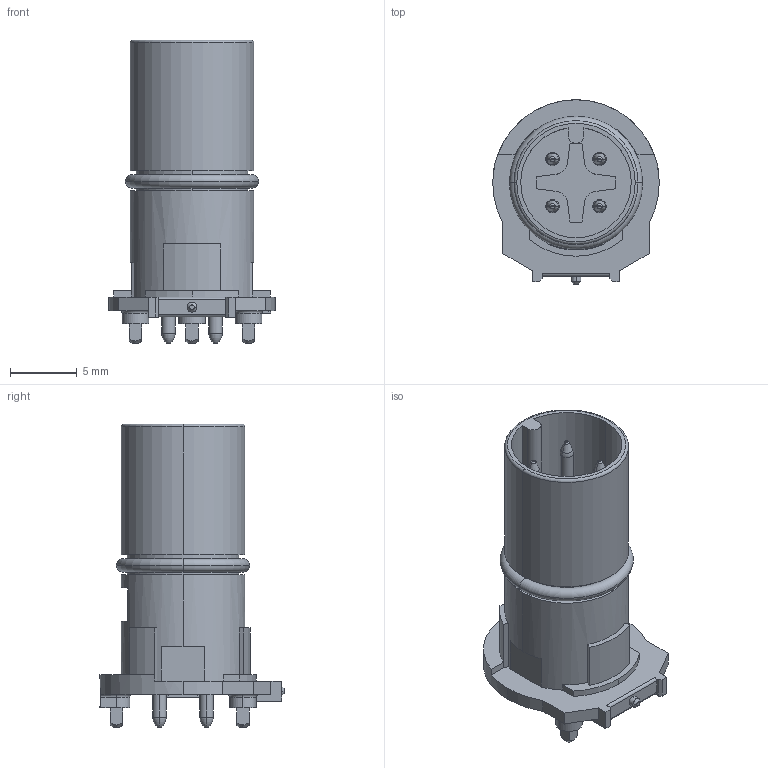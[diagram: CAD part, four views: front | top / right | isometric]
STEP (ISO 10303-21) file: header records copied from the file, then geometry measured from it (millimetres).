
FILE_DESCRIPTION(('SolidDesigner STEP Export'),'2;1');
FILE_NAME('1437164.stp','2011-11-29T15:05:13',(''),(''),'CoCreate Modeling STEP processor for AP214 (Solid Model)','CoCreate Modeling 16.00A 16-Aug-2008 (C) Parametric Technology GmbH','');
FILE_SCHEMA(('AUTOMOTIVE_DESIGN { 1 0 10303 214 1 1 1 1 }'));
Length unit declared in the file: millimetre
Products named in the file (2): 1437164
Assembly tree (1 placements, depth 2):
  1437164
    1437164
Bounding box: 12.5 x 13.85 x 22.8 mm (x, y, z)
Volume: 1064.8 mm3; surface area: 1360.5 mm2
Topology: 1 solids, 1 shells, 240 faces, 605 edges, 387 vertices
Faces by surface type: plane 107, cylinder 60, torus 47, cone 16, extrusion 10
Entity records: 6867 total; most frequent: CARTESIAN_POINT 1433, ORIENTED_EDGE 1210, DIRECTION 1035, EDGE_CURVE 605, VERTEX_POINT 387, AXIS2_PLACEMENT_3D 362, VECTOR 311, LINE 301
